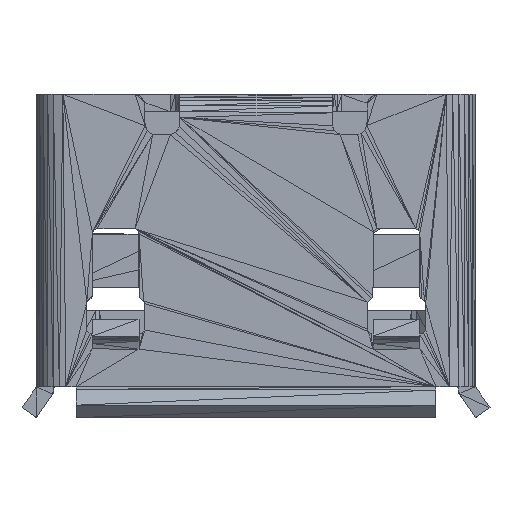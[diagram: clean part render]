
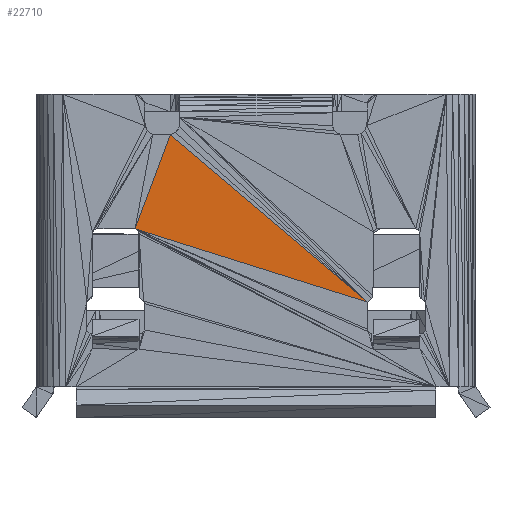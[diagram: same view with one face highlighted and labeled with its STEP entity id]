
A CAD part, top view. The second image highlights one B-rep face of the part: STEP entity #22710.
In plain terms, the highlighted face is planar.
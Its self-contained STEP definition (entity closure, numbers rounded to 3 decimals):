
#1178=FACE_OUTER_BOUND('',#3135,.T.);
#3135=EDGE_LOOP('',(#17198,#17199,#17200));
#5694=LINE('',#35849,#8632);
#5698=LINE('',#35857,#8636);
#5699=LINE('',#35858,#8637);
#8632=VECTOR('',#29557,2.54);
#8636=VECTOR('',#29565,2.54);
#8637=VECTOR('',#29566,2.54);
#10353=VERTEX_POINT('',#35520);
#10405=VERTEX_POINT('',#35848);
#10407=VERTEX_POINT('',#35856);
#12546=EDGE_CURVE('',#10353,#10405,#5694,.T.);
#12550=EDGE_CURVE('',#10353,#10407,#5698,.T.);
#12551=EDGE_CURVE('',#10407,#10405,#5699,.T.);
#17198=ORIENTED_EDGE('',*,*,#12550,.T.);
#17199=ORIENTED_EDGE('',*,*,#12551,.T.);
#17200=ORIENTED_EDGE('',*,*,#12546,.F.);
#20753=PLANE('',#24682);
#22710=ADVANCED_FACE('',(#1178),#20753,.T.);
#24682=AXIS2_PLACEMENT_3D('',#35855,#29563,#29564);
#29557=DIRECTION('',(0.352,0.936,0.));
#29563=DIRECTION('center_axis',(0.,0.,1.));
#29564=DIRECTION('ref_axis',(1.,0.,0.));
#29565=DIRECTION('',(0.954,-0.3,0.));
#29566=DIRECTION('',(-0.763,0.647,0.));
#35520=CARTESIAN_POINT('',(-2.624,-1.643,5.754));
#35848=CARTESIAN_POINT('',(-2.019,-0.036,5.754));
#35849=CARTESIAN_POINT('',(-2.624,-1.643,5.754));
#35855=CARTESIAN_POINT('Origin',(-2.019,-0.036,5.754));
#35856=CARTESIAN_POINT('',(1.35,-2.893,5.754));
#35857=CARTESIAN_POINT('',(-2.624,-1.643,5.754));
#35858=CARTESIAN_POINT('',(1.35,-2.893,5.754));
